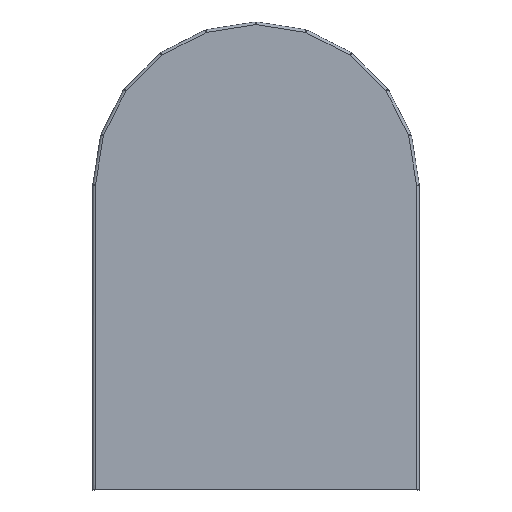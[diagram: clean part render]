
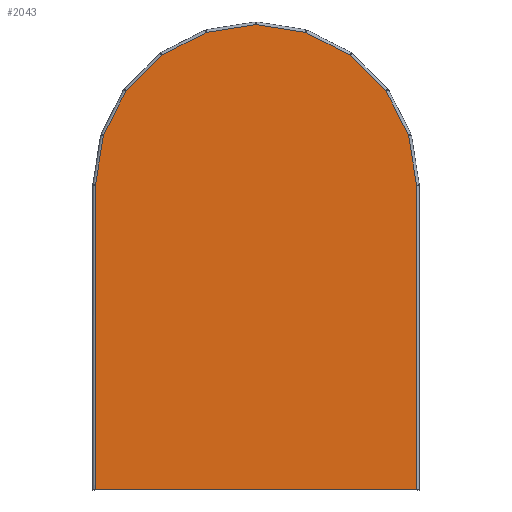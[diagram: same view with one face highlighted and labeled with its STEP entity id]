
A CAD part, top view. The second image highlights one B-rep face of the part: STEP entity #2043.
In plain terms, the highlighted planar face has unit normal (0, 0, 1).
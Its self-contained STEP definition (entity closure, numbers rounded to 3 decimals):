
#97=PLANE($,#2193);
#145=LINE($,#2773,#328);
#161=LINE($,#2851,#344);
#177=LINE($,#2922,#360);
#192=LINE($,#3022,#375);
#207=LINE($,#3122,#390);
#222=LINE($,#3222,#405);
#237=LINE($,#3322,#420);
#252=LINE($,#3422,#435);
#267=LINE($,#3522,#450);
#282=LINE($,#3622,#465);
#297=LINE($,#3722,#480);
#312=LINE($,#3821,#495);
#325=LINE($,#3908,#508);
#328=VECTOR($,#2311,111.921);
#344=VECTOR($,#2345,111.921);
#360=VECTOR($,#2381,18.535);
#375=VECTOR($,#2410,18.455);
#390=VECTOR($,#2439,18.455);
#405=VECTOR($,#2468,18.455);
#420=VECTOR($,#2497,18.455);
#435=VECTOR($,#2526,18.455);
#450=VECTOR($,#2555,18.455);
#465=VECTOR($,#2584,18.455);
#480=VECTOR($,#2613,18.455);
#495=VECTOR($,#2642,18.535);
#508=VECTOR($,#2669,118.);
#690=FACE_OUTER_BOUND($,#873,.T.);
#873=EDGE_LOOP($,(#1845,#1846,#1847,#1848,#1849,#1850,#1851,#1852,#1853,
#1854,#1855,#1856,#1857));
#954=VERTEX_POINT($,#2770);
#955=VERTEX_POINT($,#2772);
#966=VERTEX_POINT($,#2842);
#967=VERTEX_POINT($,#2850);
#978=VERTEX_POINT($,#2914);
#988=VERTEX_POINT($,#3014);
#998=VERTEX_POINT($,#3114);
#1008=VERTEX_POINT($,#3214);
#1018=VERTEX_POINT($,#3314);
#1028=VERTEX_POINT($,#3414);
#1038=VERTEX_POINT($,#3514);
#1048=VERTEX_POINT($,#3614);
#1058=VERTEX_POINT($,#3714);
#1112=EDGE_CURVE($,#955,#954,#145,.T.);
#1132=EDGE_CURVE($,#967,#966,#161,.T.);
#1152=EDGE_CURVE($,#966,#978,#177,.T.);
#1171=EDGE_CURVE($,#978,#988,#192,.T.);
#1190=EDGE_CURVE($,#988,#998,#207,.T.);
#1209=EDGE_CURVE($,#998,#1008,#222,.T.);
#1228=EDGE_CURVE($,#1008,#1018,#237,.T.);
#1247=EDGE_CURVE($,#1018,#1028,#252,.T.);
#1266=EDGE_CURVE($,#1028,#1038,#267,.T.);
#1285=EDGE_CURVE($,#1038,#1048,#282,.T.);
#1304=EDGE_CURVE($,#1048,#1058,#297,.T.);
#1323=EDGE_CURVE($,#1058,#955,#312,.T.);
#1339=EDGE_CURVE($,#967,#954,#325,.T.);
#1845=ORIENTED_EDGE($,*,*,#1112,.T.);
#1846=ORIENTED_EDGE($,*,*,#1339,.F.);
#1847=ORIENTED_EDGE($,*,*,#1132,.T.);
#1848=ORIENTED_EDGE($,*,*,#1152,.T.);
#1849=ORIENTED_EDGE($,*,*,#1171,.T.);
#1850=ORIENTED_EDGE($,*,*,#1190,.T.);
#1851=ORIENTED_EDGE($,*,*,#1209,.T.);
#1852=ORIENTED_EDGE($,*,*,#1228,.T.);
#1853=ORIENTED_EDGE($,*,*,#1247,.T.);
#1854=ORIENTED_EDGE($,*,*,#1266,.T.);
#1855=ORIENTED_EDGE($,*,*,#1285,.T.);
#1856=ORIENTED_EDGE($,*,*,#1304,.T.);
#1857=ORIENTED_EDGE($,*,*,#1323,.T.);
#2043=ADVANCED_FACE($,(#690),#97,.T.);
#2193=AXIS2_PLACEMENT_3D($,#3907,#2667,#2668);
#2311=DIRECTION($,(0.,-1.,0.));
#2345=DIRECTION($,(0.,1.,0.));
#2381=DIRECTION($,(-0.156,0.988,0.));
#2410=DIRECTION($,(-0.454,0.891,0.));
#2439=DIRECTION($,(-0.707,0.707,0.));
#2468=DIRECTION($,(-0.891,0.454,0.));
#2497=DIRECTION($,(-0.988,0.156,0.));
#2526=DIRECTION($,(-0.988,-0.156,0.));
#2555=DIRECTION($,(-0.891,-0.454,0.));
#2584=DIRECTION($,(-0.707,-0.707,0.));
#2613=DIRECTION($,(-0.454,-0.891,0.));
#2642=DIRECTION($,(-0.156,-0.988,0.));
#2667=DIRECTION('center_axis',(0.,0.,1.));
#2668=DIRECTION('ref_axis',(1.,0.,0.));
#2669=DIRECTION($,(-1.,0.,0.));
#2770=CARTESIAN_POINT('',(-59.,-112.,0.5));
#2772=CARTESIAN_POINT('',(-59.,-0.079,0.5));
#2773=CARTESIAN_POINT($,(-59.,-17.786,0.5));
#2842=CARTESIAN_POINT('',(59.,-0.079,0.5));
#2850=CARTESIAN_POINT('',(59.,-112.,0.5));
#2851=CARTESIAN_POINT($,(59.,-73.747,0.5));
#2914=CARTESIAN_POINT('',(56.1,18.228,0.5));
#2922=CARTESIAN_POINT($,(61.014,-12.795,0.5));
#3014=CARTESIAN_POINT('',(47.722,34.672,0.5));
#3022=CARTESIAN_POINT($,(61.185,8.25,0.5));
#3114=CARTESIAN_POINT('',(34.672,47.722,0.5));
#3122=CARTESIAN_POINT($,(53.333,29.061,0.5));
#3214=CARTESIAN_POINT('',(18.228,56.1,0.5));
#3222=CARTESIAN_POINT($,(37.74,46.159,0.5));
#3314=CARTESIAN_POINT('',(0.,58.988,0.5));
#3322=CARTESIAN_POINT($,(16.413,56.388,0.5));
#3414=CARTESIAN_POINT('',(-18.228,56.1,0.5));
#3422=CARTESIAN_POINT($,(-7.299,57.831,0.5));
#3514=CARTESIAN_POINT('',(-34.672,47.722,0.5));
#3522=CARTESIAN_POINT($,(-29.518,50.348,0.5));
#3614=CARTESIAN_POINT('',(-47.722,34.672,0.5));
#3622=CARTESIAN_POINT($,(-46.808,35.586,0.5));
#3714=CARTESIAN_POINT('',(-56.1,18.228,0.5));
#3722=CARTESIAN_POINT($,(-56.995,16.472,0.5));
#3821=CARTESIAN_POINT($,(-59.564,-3.641,0.5));
#3907=CARTESIAN_POINT('Origin',(0.,-35.493,
0.5));
#3908=CARTESIAN_POINT($,(60.,-112.,0.5));
